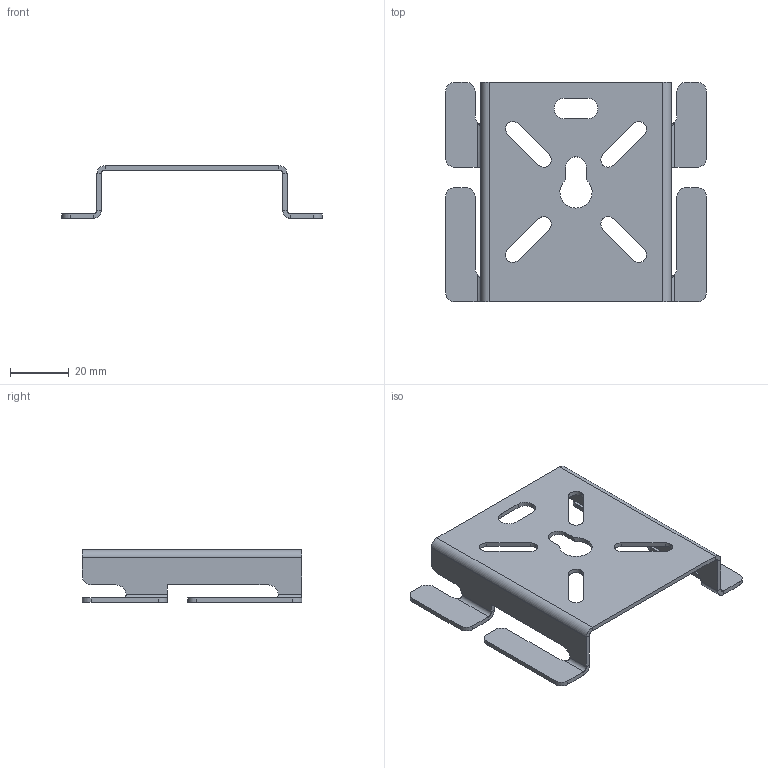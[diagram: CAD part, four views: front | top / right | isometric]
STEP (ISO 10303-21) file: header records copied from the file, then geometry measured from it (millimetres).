
FILE_DESCRIPTION (( 'STEP AP214' ), '1' );
FILE_NAME ('pmu Ïëàòà ìîíòàæíàÿ óíèâåðñ. EKF.STEP', '2020-08-26T13:59:55', ( '' ), ( '' ), 'SwSTEP 2.0', 'SolidWorks 2019', '' );
FILE_SCHEMA (( 'AUTOMOTIVE_DESIGN' ));
Length unit declared in the file: millimetre
Products named in the file (1): pmu Ïëàòà ìîíòàæíàÿ óíèâåðñ. EKF
Bounding box: 89 x 75 x 18 mm (x, y, z)
Volume: 11066.4 mm3; surface area: 16070.1 mm2
Topology: 1 solids, 1 shells, 119 faces, 303 edges, 186 vertices
Faces by surface type: plane 62, cylinder 53, bspline 4
Entity records: 3895 total; most frequent: CARTESIAN_POINT 939, DIRECTION 617, ORIENTED_EDGE 606, EDGE_CURVE 303, AXIS2_PLACEMENT_3D 214, LINE 189, VECTOR 189, VERTEX_POINT 186
